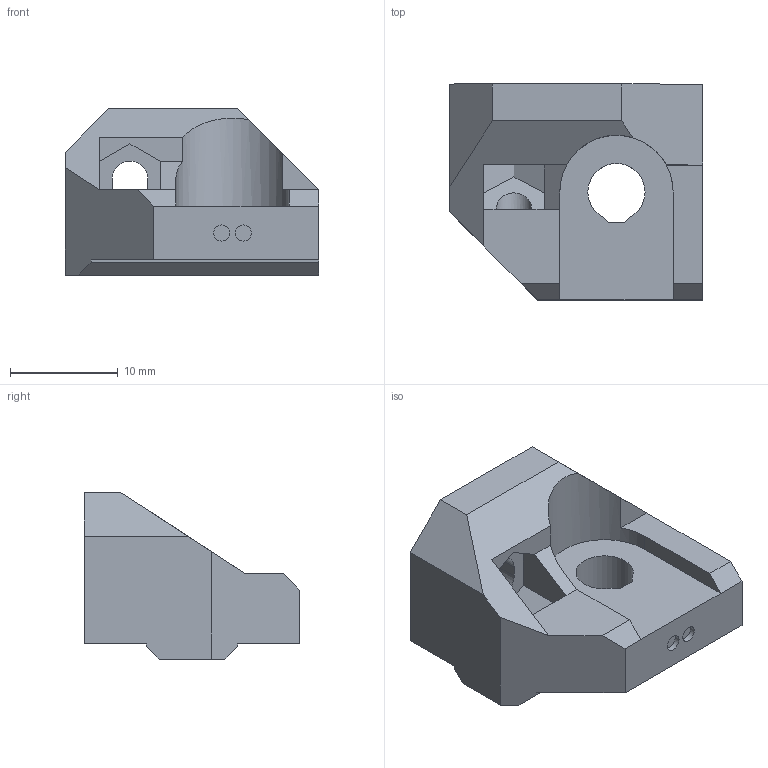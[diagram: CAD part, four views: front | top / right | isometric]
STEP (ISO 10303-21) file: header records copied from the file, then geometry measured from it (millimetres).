
FILE_DESCRIPTION(/* description */ (''),/* implementation_level */ '2;1');
FILE_NAME(/* name */ 'psu_lower_mount.step',/* time_stamp */ '2018-01-11T18:19:16+01:00',/* author */ ('gregsaun'),/* organization */ (''),/* preprocessor_version */ 'ST-DEVELOPER v16.13',/* originating_system */ 'Autodesk Translation Framework v6.5.0.72',/* authorisation */ '');
FILE_SCHEMA (('AUTOMOTIVE_DESIGN { 1 0 10303 214 3 1 1 }'));
Length unit declared in the file: millimetre
Products named in the file (1): psu_lower_mount
Bounding box: 23.5 x 20 x 15.4 mm (x, y, z)
Volume: 3481.2 mm3; surface area: 2051.1 mm2
Topology: 1 solids, 5 shells, 74 faces, 178 edges, 116 vertices
Faces by surface type: plane 67, cylinder 7
Full cylindrical faces by diameter (mm): 1.5 x2
Entity records: 2155 total; most frequent: CARTESIAN_POINT 369, ORIENTED_EDGE 356, DIRECTION 345, EDGE_CURVE 178, LINE 161, VECTOR 161, VERTEX_POINT 116, AXIS2_PLACEMENT_3D 92
